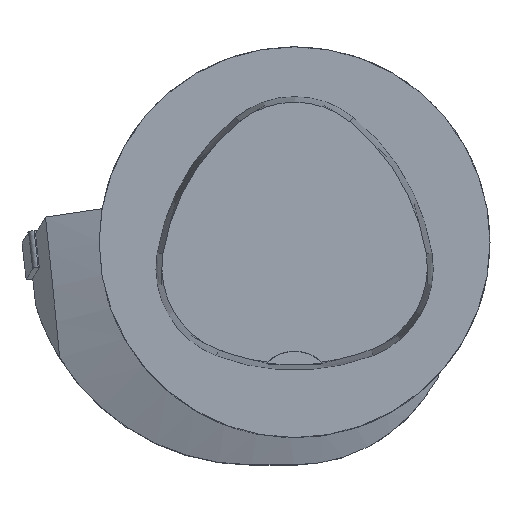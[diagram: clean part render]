
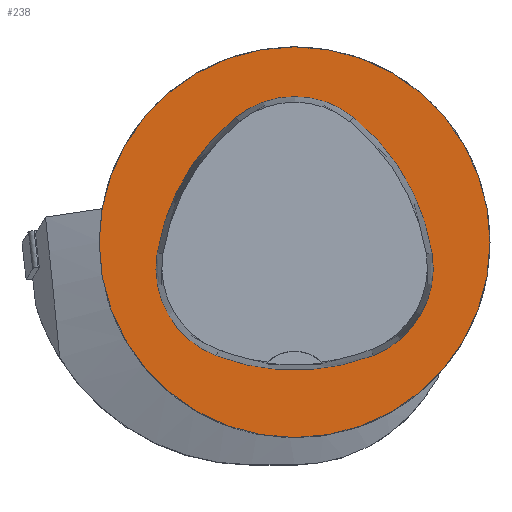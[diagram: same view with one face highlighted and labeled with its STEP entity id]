
A CAD part, top view. The second image highlights one B-rep face of the part: STEP entity #238.
In plain terms, the highlighted planar face has unit normal (0, 0, 1).
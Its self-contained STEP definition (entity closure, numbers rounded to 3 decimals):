
#238=ADVANCED_FACE('',(#490,#491),#293,.T.);
#293=PLANE('',#1400);
#490=FACE_BOUND('',#535,.T.);
#491=FACE_BOUND('',#536,.T.);
#535=EDGE_LOOP('',(#755,#756,#757,#758,#759,#760));
#536=EDGE_LOOP('',(#761));
#755=ORIENTED_EDGE('',*,*,#1140,.T.);
#756=ORIENTED_EDGE('',*,*,#1120,.T.);
#757=ORIENTED_EDGE('',*,*,#1124,.T.);
#758=ORIENTED_EDGE('',*,*,#1127,.T.);
#759=ORIENTED_EDGE('',*,*,#1130,.T.);
#760=ORIENTED_EDGE('',*,*,#1138,.T.);
#761=ORIENTED_EDGE('',*,*,#1111,.F.);
#982=VERTEX_POINT('',#2147);
#991=VERTEX_POINT('',#2166);
#992=VERTEX_POINT('',#2167);
#995=VERTEX_POINT('',#2175);
#997=VERTEX_POINT('',#2181);
#999=VERTEX_POINT('',#2187);
#1006=VERTEX_POINT('',#2208);
#1111=EDGE_CURVE('',#982,#982,#1209,.T.);
#1120=EDGE_CURVE('',#991,#992,#1210,.T.);
#1124=EDGE_CURVE('',#992,#995,#1212,.T.);
#1127=EDGE_CURVE('',#995,#997,#1214,.T.);
#1130=EDGE_CURVE('',#997,#999,#1216,.T.);
#1138=EDGE_CURVE('',#999,#1006,#1220,.T.);
#1140=EDGE_CURVE('',#1006,#991,#1222,.T.);
#1209=CIRCLE('',#1372,25.);
#1210=CIRCLE('',#1378,28.);
#1212=CIRCLE('',#1381,12.);
#1214=CIRCLE('',#1384,28.);
#1216=CIRCLE('',#1387,12.);
#1220=CIRCLE('',#1392,28.);
#1222=CIRCLE('',#1395,12.);
#1372=AXIS2_PLACEMENT_3D('',#2146,#1623,#1624);
#1378=AXIS2_PLACEMENT_3D('',#2165,#1639,#1640);
#1381=AXIS2_PLACEMENT_3D('',#2174,#1647,#1648);
#1384=AXIS2_PLACEMENT_3D('',#2180,#1654,#1655);
#1387=AXIS2_PLACEMENT_3D('',#2186,#1661,#1662);
#1392=AXIS2_PLACEMENT_3D('',#2209,#1673,#1674);
#1395=AXIS2_PLACEMENT_3D('',#2212,#1679,#1680);
#1400=AXIS2_PLACEMENT_3D('',#2217,#1689,#1690);
#1623=DIRECTION('',(0.,0.,-1.));
#1624=DIRECTION('',(-1.,0.,0.));
#1639=DIRECTION('',(0.,0.,-1.));
#1640=DIRECTION('',(-1.,0.,0.));
#1647=DIRECTION('',(0.,0.,-1.));
#1648=DIRECTION('',(-1.,0.,0.));
#1654=DIRECTION('',(0.,0.,-1.));
#1655=DIRECTION('',(-1.,0.,0.));
#1661=DIRECTION('',(0.,0.,-1.));
#1662=DIRECTION('',(-1.,0.,0.));
#1673=DIRECTION('',(0.,0.,-1.));
#1674=DIRECTION('',(-1.,0.,0.));
#1679=DIRECTION('',(0.,0.,-1.));
#1680=DIRECTION('',(-1.,0.,0.));
#1689=DIRECTION('',(0.,0.,1.));
#1690=DIRECTION('',(1.,0.,0.));
#2146=CARTESIAN_POINT('',(0.,0.,0.));
#2147=CARTESIAN_POINT('',(-25.,0.,0.));
#2165=CARTESIAN_POINT('',(10.068,-5.824,0.));
#2166=CARTESIAN_POINT('',(-17.584,-1.424,0.));
#2167=CARTESIAN_POINT('',(-7.531,15.953,0.));
#2174=CARTESIAN_POINT('',(0.011,6.62,0.));
#2175=CARTESIAN_POINT('',(7.567,15.942,0.));
#2180=CARTESIAN_POINT('',(-10.063,-5.81,0.));
#2181=CARTESIAN_POINT('',(17.59,-1.418,0.));
#2186=CARTESIAN_POINT('',(5.739,-3.3,0.));
#2187=CARTESIAN_POINT('',(10.05,-14.499,0.));
#2208=CARTESIAN_POINT('',(-10.025,-14.516,0.));
#2209=CARTESIAN_POINT('',(-0.01,11.631,0.));
#2212=CARTESIAN_POINT('',(-5.733,-3.31,0.));
#2217=CARTESIAN_POINT('',(0.,0.,0.));
